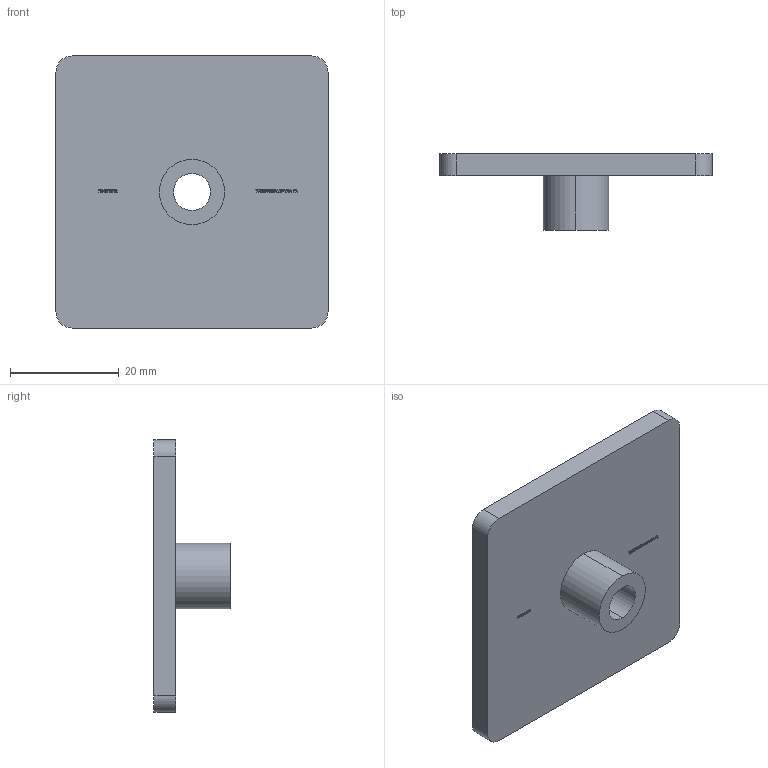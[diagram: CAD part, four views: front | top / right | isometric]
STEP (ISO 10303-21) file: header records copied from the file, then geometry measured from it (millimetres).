
FILE_DESCRIPTION (( 'STEP AP203' ), '1' );
FILE_NAME ('100035050-M8-V2A-PL.step', '2018-12-19T15:26:16', ( '' ), ( '' ), 'SwSTEP 2.0', 'SolidWorks 2015', '' );
FILE_SCHEMA (( 'CONFIG_CONTROL_DESIGN' ));
Length unit declared in the file: millimetre
Products named in the file (1): 100035050-M8-V2A-PL
Bounding box: 50 x 14 x 50 mm (x, y, z)
Volume: 10579.8 mm3; surface area: 6362.2 mm2
Topology: 1 solids, 1 shells, 346 faces, 910 edges, 606 vertices
Faces by surface type: plane 184, bspline 152, cylinder 8, cone 2
Entity records: 19705 total; most frequent: CARTESIAN_POINT 12095, ORIENTED_EDGE 1820, DIRECTION 1014, EDGE_CURVE 910, VERTEX_POINT 606, VECTOR 588, LINE 588, EDGE_LOOP 388
